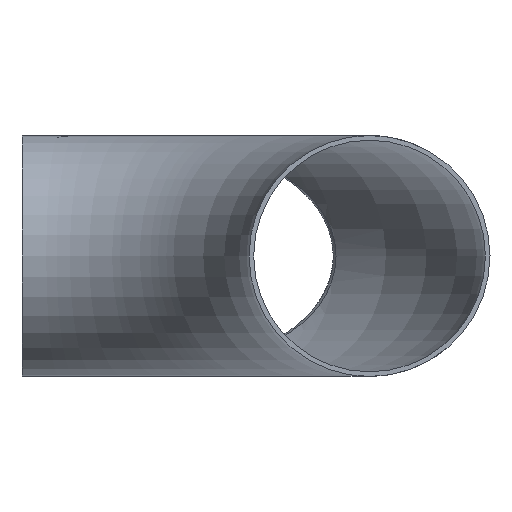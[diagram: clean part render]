
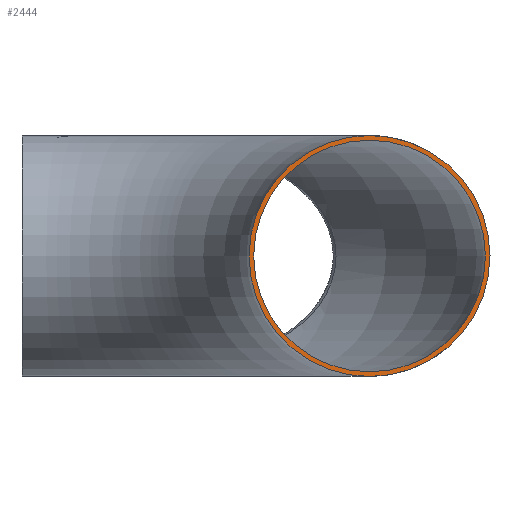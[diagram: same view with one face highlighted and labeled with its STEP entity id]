
A CAD part, left-side view. The second image highlights one B-rep face of the part: STEP entity #2444.
In plain terms, the highlighted planar face has unit normal (-1, 0, 0).
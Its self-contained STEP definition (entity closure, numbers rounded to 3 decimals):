
#701 = ORIENTED_EDGE ( 'NONE', *, *, #8830, .T. ) ;
#1009 = DIRECTION ( 'NONE',  ( -1., 0., 0. ) ) ;
#1313 = DIRECTION ( 'NONE',  ( -1., 0., 0. ) ) ;
#1583 = AXIS2_PLACEMENT_3D ( 'NONE', #7211, #4217, #5029 ) ;
#1626 = EDGE_LOOP ( 'NONE', ( #5844 ) ) ;
#1635 = CIRCLE ( 'NONE', #6906, 52. ) ;
#1885 = EDGE_LOOP ( 'NONE', ( #701 ) ) ;
#2147 = EDGE_CURVE ( 'NONE', #6949, #6949, #8391, .T. ) ;
#2444 = ADVANCED_FACE ( 'NONE', ( #6959, #4468 ), #3818, .T. ) ;
#2650 = CARTESIAN_POINT ( 'NONE',  ( -150., -150., 0. ) ) ;
#3115 = CARTESIAN_POINT ( 'NONE',  ( -150., 0., 64.568 ) ) ;
#3818 = PLANE ( 'NONE',  #8992 ) ;
#4217 = DIRECTION ( 'NONE',  ( -1., 0., 0. ) ) ;
#4468 = FACE_OUTER_BOUND ( 'NONE', #1885, .T. ) ;
#4626 = DIRECTION ( 'NONE',  ( 0., -1., 0. ) ) ;
#5029 = DIRECTION ( 'NONE',  ( 0., -1., 0. ) ) ;
#5544 = CARTESIAN_POINT ( 'NONE',  ( -150., -200., 0. ) ) ;
#5844 = ORIENTED_EDGE ( 'NONE', *, *, #2147, .F. ) ;
#5931 = VERTEX_POINT ( 'NONE', #6994 ) ;
#6906 = AXIS2_PLACEMENT_3D ( 'NONE', #2650, #1313, #7821 ) ;
#6949 = VERTEX_POINT ( 'NONE', #5544 ) ;
#6959 = FACE_BOUND ( 'NONE', #1626, .T. ) ;
#6994 = CARTESIAN_POINT ( 'NONE',  ( -150., -202., 0. ) ) ;
#7211 = CARTESIAN_POINT ( 'NONE',  ( -150., -150., 0. ) ) ;
#7821 = DIRECTION ( 'NONE',  ( 0., -1., 0. ) ) ;
#8391 = CIRCLE ( 'NONE', #1583, 50. ) ;
#8830 = EDGE_CURVE ( 'NONE', #5931, #5931, #1635, .T. ) ;
#8992 = AXIS2_PLACEMENT_3D ( 'NONE', #3115, #1009, #4626 ) ;
